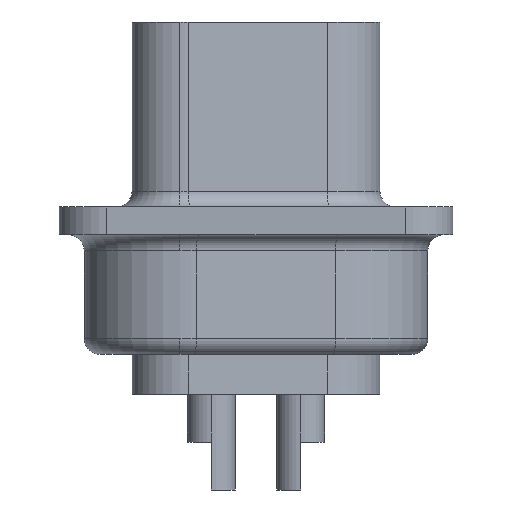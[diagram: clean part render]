
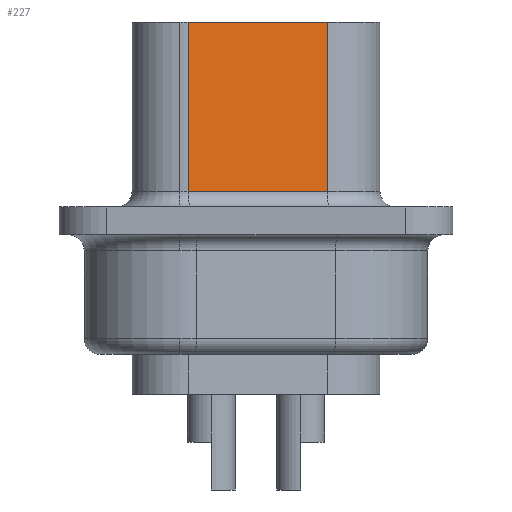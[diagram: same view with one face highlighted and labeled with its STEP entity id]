
A CAD part, left-side view. The second image highlights one B-rep face of the part: STEP entity #227.
In plain terms, the highlighted planar face has unit normal (-0.985, -0.174, 0).
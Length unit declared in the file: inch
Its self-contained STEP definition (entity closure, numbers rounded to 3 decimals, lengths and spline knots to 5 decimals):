
#227 = ADVANCED_FACE ( 'NONE', ( #6304 ), #5296, .F. ) ;
#394 = CARTESIAN_POINT ( 'NONE',  ( -0.28924, -0.08939, 0.2495 ) ) ;
#566 = VERTEX_POINT ( 'NONE', #12047 ) ;
#1025 = CARTESIAN_POINT ( 'NONE',  ( -0.32, 0.08508, 0.2495 ) ) ;
#1600 = VECTOR ( 'NONE', #3411, 39.37008 ) ;
#1827 = CARTESIAN_POINT ( 'NONE',  ( -0.32, 0.08508, 0.0375 ) ) ;
#3384 = EDGE_CURVE ( 'NONE', #7381, #5516, #8522, .T. ) ;
#3411 = DIRECTION ( 'NONE',  ( 0., 0., -1. ) ) ;
#3660 = ORIENTED_EDGE ( 'NONE', *, *, #5804, .F. ) ;
#4354 = VERTEX_POINT ( 'NONE', #7679 ) ;
#4420 = DIRECTION ( 'NONE',  ( -0.174, 0.985, 0. ) ) ;
#4717 = EDGE_CURVE ( 'NONE', #4354, #5516, #6044, .T. ) ;
#4963 = VECTOR ( 'NONE', #6740, 39.37008 ) ;
#5296 = PLANE ( 'NONE',  #7036 ) ;
#5516 = VERTEX_POINT ( 'NONE', #7590 ) ;
#5804 = EDGE_CURVE ( 'NONE', #566, #4354, #6678, .T. ) ;
#5925 = DIRECTION ( 'NONE',  ( 0., 0., -1. ) ) ;
#6044 = LINE ( 'NONE', #394, #10647 ) ;
#6304 = FACE_OUTER_BOUND ( 'NONE', #7749, .T. ) ;
#6436 = CARTESIAN_POINT ( 'NONE',  ( -0.32, 0.08508, 0.2495 ) ) ;
#6678 = LINE ( 'NONE', #1025, #4963 ) ;
#6740 = DIRECTION ( 'NONE',  ( 0.174, -0.985, 0. ) ) ;
#7036 = AXIS2_PLACEMENT_3D ( 'NONE', #7328, #11186, #4420 ) ;
#7328 = CARTESIAN_POINT ( 'NONE',  ( -0.32, 0.08508, 0.2495 ) ) ;
#7381 = VERTEX_POINT ( 'NONE', #1827 ) ;
#7590 = CARTESIAN_POINT ( 'NONE',  ( -0.28924, -0.08939, 0.0375 ) ) ;
#7679 = CARTESIAN_POINT ( 'NONE',  ( -0.28924, -0.08939, 0.2495 ) ) ;
#7749 = EDGE_LOOP ( 'NONE', ( #10360, #8265, #9324, #3660 ) ) ;
#8265 = ORIENTED_EDGE ( 'NONE', *, *, #3384, .T. ) ;
#8372 = VECTOR ( 'NONE', #9275, 39.37008 ) ;
#8522 = LINE ( 'NONE', #10231, #8372 ) ;
#9056 = EDGE_CURVE ( 'NONE', #566, #7381, #12145, .T. ) ;
#9275 = DIRECTION ( 'NONE',  ( 0.174, -0.985, 0. ) ) ;
#9324 = ORIENTED_EDGE ( 'NONE', *, *, #4717, .F. ) ;
#10231 = CARTESIAN_POINT ( 'NONE',  ( -0.28924, -0.08939, 0.0375 ) ) ;
#10360 = ORIENTED_EDGE ( 'NONE', *, *, #9056, .T. ) ;
#10647 = VECTOR ( 'NONE', #5925, 39.37008 ) ;
#11186 = DIRECTION ( 'NONE',  ( 0.985, 0.174, 0. ) ) ;
#12047 = CARTESIAN_POINT ( 'NONE',  ( -0.32, 0.08508, 0.2495 ) ) ;
#12145 = LINE ( 'NONE', #6436, #1600 ) ;
